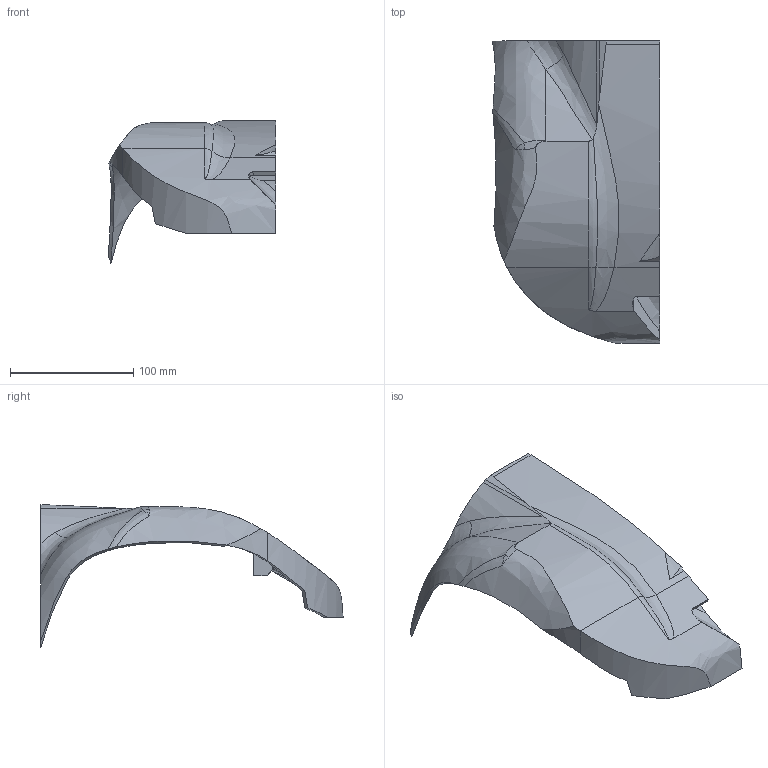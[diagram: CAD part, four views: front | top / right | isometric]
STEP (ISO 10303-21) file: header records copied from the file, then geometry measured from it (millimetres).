
FILE_DESCRIPTION(/* description */ ('Unknown'),/* implementation_level */ '2;1');
FILE_NAME(/* name */ 'Body_vorne_rechts_Bambu',/* time_stamp */ '2024-03-04T10:46:57+01:00',/* author */ ('Unknown'),/* organization */ ('Unknown'),/* preprocessor_version */ 'ST-DEVELOPER v18.102',/* originating_system */ 'Solid Edge',/* authorisation */ 'Unknown');
FILE_SCHEMA (('AUTOMOTIVE_DESIGN {1 0 10303 214 3 1 1}'));
Length unit declared in the file: millimetre
Products named in the file (1): Body_vorne_rechts_Bambu
Bounding box: 135.68 x 245 x 115.51 mm (x, y, z)
Volume: 129775.9 mm3; surface area: 87052.7 mm2
Topology: 1 solids, 1 shells, 121 faces, 316 edges, 197 vertices
Faces by surface type: bspline 72, plane 42, cylinder 5, torus 2
Entity records: 9341 total; most frequent: CARTESIAN_POINT 6992, ORIENTED_EDGE 632, EDGE_CURVE 316, DIRECTION 229, B_SPLINE_CURVE_WITH_KNOTS 199, VERTEX_POINT 197, EDGE_LOOP 121, FACE_BOUND 121
